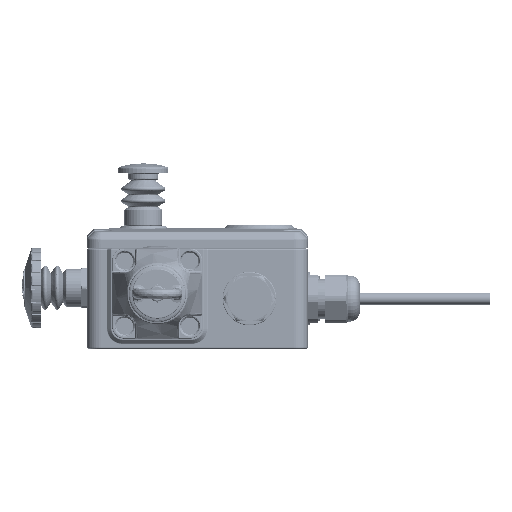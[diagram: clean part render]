
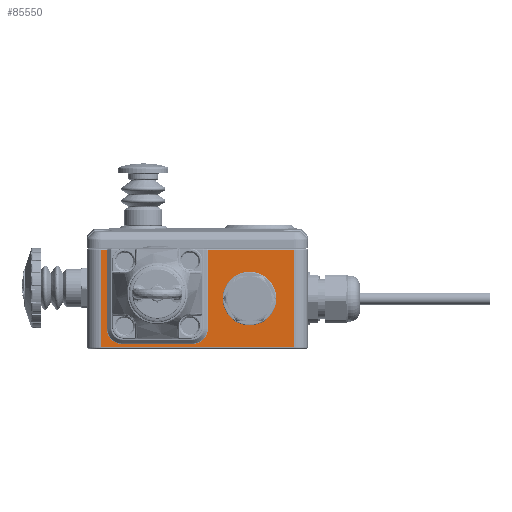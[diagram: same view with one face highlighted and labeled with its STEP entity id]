
A CAD part, left-side view. The second image highlights one B-rep face of the part: STEP entity #85550.
In plain terms, the highlighted planar face has unit normal (-1, 0, 0).
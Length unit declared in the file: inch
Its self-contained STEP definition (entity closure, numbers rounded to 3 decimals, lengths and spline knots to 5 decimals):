
#67 = AXIS2_PLACEMENT_3D ( 'NONE', #80351, #66749, #122244 ) ;
#452 = EDGE_CURVE ( 'NONE', #22857, #145540, #154193, .T. ) ;
#2512 = DIRECTION ( 'NONE',  ( 0., -1., 0. ) ) ;
#3159 = ORIENTED_EDGE ( 'NONE', *, *, #47470, .F. ) ;
#3903 = CARTESIAN_POINT ( 'NONE',  ( -3.93701, 1.94094, -4.05512 ) ) ;
#5123 = VERTEX_POINT ( 'NONE', #169930 ) ;
#10518 = CIRCLE ( 'NONE', #135340, 0.43307 ) ;
#11280 = AXIS2_PLACEMENT_3D ( 'NONE', #163002, #103939, #49355 ) ;
#11854 = FACE_OUTER_BOUND ( 'NONE', #120275, .T. ) ;
#13313 = DIRECTION ( 'NONE',  ( 0., 0., 1. ) ) ;
#13371 = DIRECTION ( 'NONE',  ( 0., 0., 1. ) ) ;
#15659 = ORIENTED_EDGE ( 'NONE', *, *, #99415, .F. ) ;
#15870 = ORIENTED_EDGE ( 'NONE', *, *, #94629, .F. ) ;
#16516 = CARTESIAN_POINT ( 'NONE',  ( -3.93701, 0., -1.96035 ) ) ;
#18993 = DIRECTION ( 'NONE',  ( 0., 0., 1. ) ) ;
#21458 = VECTOR ( 'NONE', #138930, 39.37008 ) ;
#22857 = VERTEX_POINT ( 'NONE', #3903 ) ;
#23059 = CARTESIAN_POINT ( 'NONE',  ( -3.93701, 0.02756, -4.05512 ) ) ;
#23360 = VECTOR ( 'NONE', #127406, 39.37008 ) ;
#25809 = VECTOR ( 'NONE', #45672, 39.37008 ) ;
#26005 = EDGE_CURVE ( 'NONE', #152705, #145593, #71907, .T. ) ;
#30512 = CARTESIAN_POINT ( 'NONE',  ( -3.93701, 1.94094, 0. ) ) ;
#36861 = CARTESIAN_POINT ( 'NONE',  ( -3.93701, 0.09027, -2.26378 ) ) ;
#37013 = ORIENTED_EDGE ( 'NONE', *, *, #160017, .F. ) ;
#39707 = DIRECTION ( 'NONE',  ( -1., 0., 0. ) ) ;
#40128 = CARTESIAN_POINT ( 'NONE',  ( -3.93701, 0.3937, -3.94516 ) ) ;
#43434 = LINE ( 'NONE', #70682, #21458 ) ;
#45672 = DIRECTION ( 'NONE',  ( 0., -1., 0. ) ) ;
#47109 = EDGE_LOOP ( 'NONE', ( #103400, #123822 ) ) ;
#47470 = EDGE_CURVE ( 'NONE', #140817, #144177, #113579, .T. ) ;
#49345 = EDGE_CURVE ( 'NONE', #145593, #5123, #86837, .T. ) ;
#49355 = DIRECTION ( 'NONE',  ( 0., -1., 0. ) ) ;
#49427 = ORIENTED_EDGE ( 'NONE', *, *, #26005, .F. ) ;
#56036 = CARTESIAN_POINT ( 'NONE',  ( -3.93701, 0.3937, -2.26378 ) ) ;
#57203 = VECTOR ( 'NONE', #13313, 39.37008 ) ;
#65474 = DIRECTION ( 'NONE',  ( 1., 0., 0. ) ) ;
#66545 = VERTEX_POINT ( 'NONE', #105778 ) ;
#66749 = DIRECTION ( 'NONE',  ( -1., 0., 0. ) ) ;
#67282 = DIRECTION ( 'NONE',  ( 0., 0., 1. ) ) ;
#70682 = CARTESIAN_POINT ( 'NONE',  ( -3.93701, 0., -4.05512 ) ) ;
#71907 = LINE ( 'NONE', #16516, #23360 ) ;
#73410 = EDGE_CURVE ( 'NONE', #66545, #158470, #156547, .T. ) ;
#77094 = ORIENTED_EDGE ( 'NONE', *, *, #174636, .F. ) ;
#78357 = CIRCLE ( 'NONE', #67, 0.30343 ) ;
#78525 = VECTOR ( 'NONE', #109426, 39.37008 ) ;
#80351 = CARTESIAN_POINT ( 'NONE',  ( -3.93701, 0.3937, -3.64173 ) ) ;
#85550 = ADVANCED_FACE ( 'NONE', ( #150958, #11854 ), #93647, .F. ) ;
#86258 = CARTESIAN_POINT ( 'NONE',  ( -3.93701, 0.09027, 0. ) ) ;
#86837 = LINE ( 'NONE', #30512, #123848 ) ;
#89646 = VERTEX_POINT ( 'NONE', #23059 ) ;
#93006 = CARTESIAN_POINT ( 'NONE',  ( -3.93701, 1.94094, -3.94516 ) ) ;
#93033 = CARTESIAN_POINT ( 'NONE',  ( -3.93701, 0.02756, -4.33071 ) ) ;
#93647 = PLANE ( 'NONE',  #120652 ) ;
#94002 = ORIENTED_EDGE ( 'NONE', *, *, #49345, .F. ) ;
#94629 = EDGE_CURVE ( 'NONE', #118810, #140817, #78357, .T. ) ;
#97898 = CARTESIAN_POINT ( 'NONE',  ( -3.93701, 0.02756, -0.27559 ) ) ;
#99415 = EDGE_CURVE ( 'NONE', #89646, #22857, #43434, .T. ) ;
#101951 = CARTESIAN_POINT ( 'NONE',  ( -3.93701, 0.3937, -1.96035 ) ) ;
#103400 = ORIENTED_EDGE ( 'NONE', *, *, #73410, .F. ) ;
#103939 = DIRECTION ( 'NONE',  ( -1., 0., 0. ) ) ;
#105778 = CARTESIAN_POINT ( 'NONE',  ( -3.93701, 1.41732, -1.14173 ) ) ;
#105858 = CARTESIAN_POINT ( 'NONE',  ( -3.93701, 0., -0.27559 ) ) ;
#108221 = CARTESIAN_POINT ( 'NONE',  ( -3.93701, 0., 0. ) ) ;
#108312 = EDGE_CURVE ( 'NONE', #144177, #152705, #119556, .T. ) ;
#109426 = DIRECTION ( 'NONE',  ( 0., 0., -1. ) ) ;
#111625 = DIRECTION ( 'NONE',  ( -1., 0., 0. ) ) ;
#112355 = CARTESIAN_POINT ( 'NONE',  ( -3.93701, 1.94094, 0. ) ) ;
#113579 = LINE ( 'NONE', #86258, #171667 ) ;
#116539 = LINE ( 'NONE', #142953, #25809 ) ;
#118810 = VERTEX_POINT ( 'NONE', #40128 ) ;
#119483 = LINE ( 'NONE', #105858, #149555 ) ;
#119556 = CIRCLE ( 'NONE', #166093, 0.30343 ) ;
#119658 = CARTESIAN_POINT ( 'NONE',  ( -3.93701, 0.09027, -3.64173 ) ) ;
#120275 = EDGE_LOOP ( 'NONE', ( #15659, #142578, #77094, #94002, #49427, #170292, #3159, #15870, #37013, #145764 ) ) ;
#120652 = AXIS2_PLACEMENT_3D ( 'NONE', #108221, #65474, #67282 ) ;
#122244 = DIRECTION ( 'NONE',  ( 0., 1., 0. ) ) ;
#123074 = LINE ( 'NONE', #93033, #78525 ) ;
#123822 = ORIENTED_EDGE ( 'NONE', *, *, #156726, .F. ) ;
#123848 = VECTOR ( 'NONE', #167878, 39.37008 ) ;
#127406 = DIRECTION ( 'NONE',  ( 0., 1., 0. ) ) ;
#135340 = AXIS2_PLACEMENT_3D ( 'NONE', #169821, #111625, #2512 ) ;
#138478 = CARTESIAN_POINT ( 'NONE',  ( -3.93701, 1.94094, -1.96035 ) ) ;
#138930 = DIRECTION ( 'NONE',  ( 0., 1., 0. ) ) ;
#140817 = VERTEX_POINT ( 'NONE', #119658 ) ;
#142578 = ORIENTED_EDGE ( 'NONE', *, *, #165343, .F. ) ;
#142953 = CARTESIAN_POINT ( 'NONE',  ( -3.93701, 0., -3.94516 ) ) ;
#144177 = VERTEX_POINT ( 'NONE', #36861 ) ;
#145540 = VERTEX_POINT ( 'NONE', #93006 ) ;
#145593 = VERTEX_POINT ( 'NONE', #138478 ) ;
#145764 = ORIENTED_EDGE ( 'NONE', *, *, #452, .F. ) ;
#149555 = VECTOR ( 'NONE', #174995, 39.37008 ) ;
#150958 = FACE_BOUND ( 'NONE', #47109, .T. ) ;
#152705 = VERTEX_POINT ( 'NONE', #101951 ) ;
#154193 = LINE ( 'NONE', #112355, #57203 ) ;
#156547 = CIRCLE ( 'NONE', #11280, 0.43307 ) ;
#156726 = EDGE_CURVE ( 'NONE', #158470, #66545, #10518, .T. ) ;
#158470 = VERTEX_POINT ( 'NONE', #170895 ) ;
#160017 = EDGE_CURVE ( 'NONE', #145540, #118810, #116539, .T. ) ;
#163002 = CARTESIAN_POINT ( 'NONE',  ( -3.93701, 0.98425, -1.14173 ) ) ;
#165343 = EDGE_CURVE ( 'NONE', #177781, #89646, #123074, .T. ) ;
#166093 = AXIS2_PLACEMENT_3D ( 'NONE', #56036, #39707, #13371 ) ;
#167878 = DIRECTION ( 'NONE',  ( 0., 0., 1. ) ) ;
#169821 = CARTESIAN_POINT ( 'NONE',  ( -3.93701, 0.98425, -1.14173 ) ) ;
#169930 = CARTESIAN_POINT ( 'NONE',  ( -3.93701, 1.94094, -0.27559 ) ) ;
#170292 = ORIENTED_EDGE ( 'NONE', *, *, #108312, .F. ) ;
#170895 = CARTESIAN_POINT ( 'NONE',  ( -3.93701, 0.55118, -1.14173 ) ) ;
#171667 = VECTOR ( 'NONE', #18993, 39.37008 ) ;
#174636 = EDGE_CURVE ( 'NONE', #5123, #177781, #119483, .T. ) ;
#174995 = DIRECTION ( 'NONE',  ( 0., -1., 0. ) ) ;
#177781 = VERTEX_POINT ( 'NONE', #97898 ) ;
